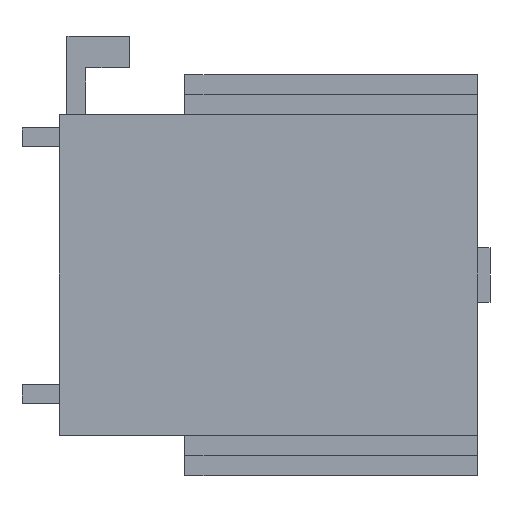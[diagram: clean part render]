
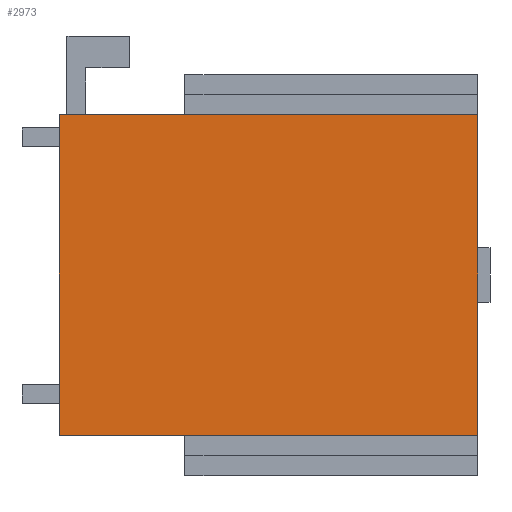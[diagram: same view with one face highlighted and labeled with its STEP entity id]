
A CAD part, left-side view. The second image highlights one B-rep face of the part: STEP entity #2973.
In plain terms, the highlighted planar face has unit normal (-1, 0, 0).
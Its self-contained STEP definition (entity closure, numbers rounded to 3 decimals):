
#2082=CARTESIAN_POINT('POINT9020',(-19.393,0.,-13.04
   ));
#2083=VERTEX_POINT('VERTEX9020',#2082);
#2090=CARTESIAN_POINT('POINT9021',(-19.393,0.,13.04)
   );
#2091=VERTEX_POINT('VERTEX9021',#2090);
#2092=CARTESIAN_POINT('POS15493',(-19.393,0.,
   -16.3));
#2093=DIRECTION('DIR20385',(0.,0.,1.));
#2094=VECTOR('VEC10601',#2093,25.4);
#2095=LINE('STRAIGHT10601',#2092,#2094);
#2096=EDGE_CURVE('EDGE13723',#2083,#2091,#2095,.T.);
#2902=CARTESIAN_POINT('POINT9077',(-19.393,-34.,
   -13.04));
#2903=VERTEX_POINT('VERTEX9077',#2902);
#2910=CARTESIAN_POINT('POS15591',(-19.393,-25.5,
   -13.04));
#2911=DIRECTION('DIR20511',(0.,-1.,0.));
#2912=VECTOR('VEC10671',#2911,25.4);
#2913=LINE('STRAIGHT10671',#2910,#2912);
#2914=EDGE_CURVE('EDGE13799',#2083,#2903,#2913,.T.);
#2950=CARTESIAN_POINT('POINT9078',(-19.393,-34.,
   13.04));
#2951=VERTEX_POINT('VERTEX9078',#2950);
#2952=CARTESIAN_POINT('POS15593',(-19.393,-25.5,
   13.04));
#2953=DIRECTION('DIR20514',(0.,1.,0.));
#2954=VECTOR('VEC10672',#2953,25.4);
#2955=LINE('STRAIGHT10672',#2952,#2954);
#2956=EDGE_CURVE('EDGE13805',#2951,#2091,#2955,.T.);
#2957=ORIENTED_EDGE('COEDGE27523',*,*,#2956,.T.);
#2958=ORIENTED_EDGE('COEDGE27524',*,*,#2096,.F.);
#2959=ORIENTED_EDGE('COEDGE27525',*,*,#2914,.T.);
#2960=CARTESIAN_POINT('POS15594',(-19.393,-34.,
   -13.04));
#2961=DIRECTION('DIR20515',(0.,0.,1.));
#2962=VECTOR('VEC10673',#2961,25.4);
#2963=LINE('STRAIGHT10673',#2960,#2962);
#2964=EDGE_CURVE('EDGE13806',#2903,#2951,#2963,.T.);
#2965=ORIENTED_EDGE('COEDGE27526',*,*,#2964,.T.);
#2966=EDGE_LOOP('NONE',(#2957,#2958,#2959,#2965));
#2967=FACE_BOUND('LOOP1',#2966,.T.);
#2968=CARTESIAN_POINT('POS15595',(-19.393,-34.,
   -13.04));
#2969=DIRECTION('DIR20516',(-1.,0.,0.));
#2970=DIRECTION('DIR20517',(0.,1.,0.));
#2971=AXIS2_PLACEMENT_3D('AXIS4922',#2968,#2969,#2970);
#2972=PLANE('PLANE3849',#2971);
#2973=ADVANCED_FACE('FACE5440',(#2967),#2972,.T.);
